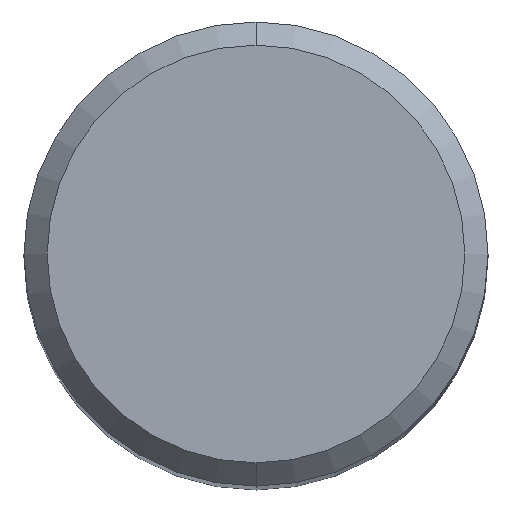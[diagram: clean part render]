
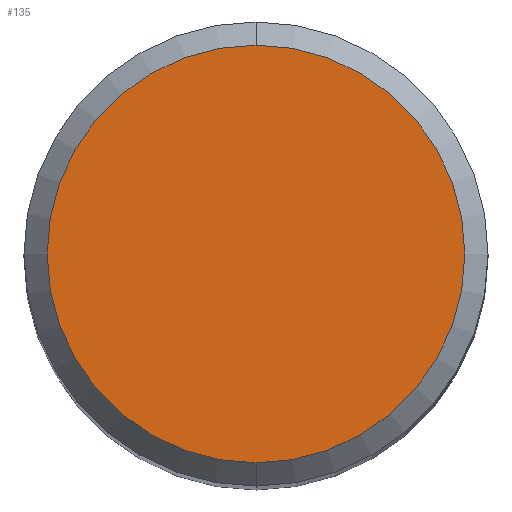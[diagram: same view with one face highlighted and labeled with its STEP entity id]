
A CAD part, top view. The second image highlights one B-rep face of the part: STEP entity #135.
In plain terms, the highlighted planar face has unit normal (0, 0, 1).
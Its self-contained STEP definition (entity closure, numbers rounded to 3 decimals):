
#103=EDGE_CURVE('',#117,#105,#254,.T.);
#105=VERTEX_POINT('',#256);
#117=VERTEX_POINT('',#269);
#135=ADVANCED_FACE('',(#289),#290,.T.);
#137=EDGE_CURVE('',#105,#117,#292,.T.);
#254=CIRCLE('',#417,5.4);
#256=CARTESIAN_POINT('',(0.,-5.4,0.0));
#269=CARTESIAN_POINT('',(0.0,5.4,0.0));
#289=FACE_OUTER_BOUND('',#457,.T.);
#290=PLANE('',#458);
#292=CIRCLE('',#461,5.4);
#417=AXIS2_PLACEMENT_3D('',#607,#608,#609);
#457=EDGE_LOOP('',(#642,#643));
#458=AXIS2_PLACEMENT_3D('',#644,#645,#646);
#461=AXIS2_PLACEMENT_3D('',#647,#648,#649);
#607=CARTESIAN_POINT('',(0.0,0.0,0.0));
#608=DIRECTION('',(0.0,0.0,-1.0));
#609=DIRECTION('',(0.0,1.0,0.0));
#642=ORIENTED_EDGE('',*,*,#103,.F.);
#643=ORIENTED_EDGE('',*,*,#137,.F.);
#644=CARTESIAN_POINT('',(0.0,2.7,0.0));
#645=DIRECTION('',(-0.0,0.0,1.0));
#646=DIRECTION('',(0.0,-1.0,0.0));
#647=CARTESIAN_POINT('',(0.0,0.0,0.0));
#648=DIRECTION('',(0.0,0.0,-1.0));
#649=DIRECTION('',(0.0,1.0,0.0));
